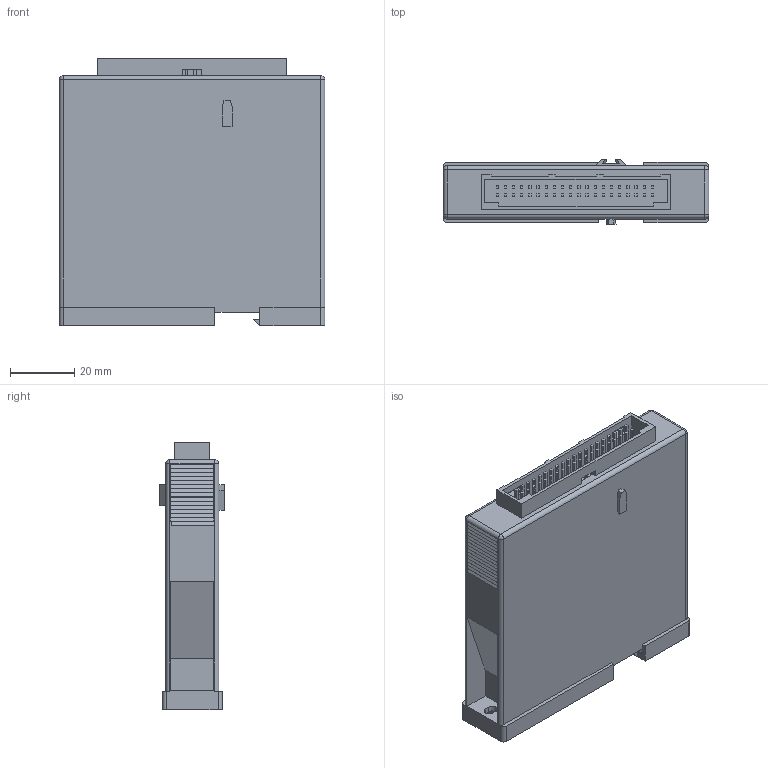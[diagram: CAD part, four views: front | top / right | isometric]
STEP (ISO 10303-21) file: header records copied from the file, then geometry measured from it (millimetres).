
FILE_DESCRIPTION((''),'2;1');
FILE_NAME('SNAP-AIMA-32.stp','2012-05-25T14:54:30',('ksullivan'),(''),'Autodesk Inventor 2013','Autodesk Inventor 2013','');
FILE_SCHEMA(('AUTOMOTIVE_DESIGN { 1 0 10303 214 1 1 1 1 }'));
Length unit declared in the file: inch
Products named in the file (1): SNAP-AIMA-32
Bounding box: 82.55 x 20.03 x 83.13 mm (x, y, z)
Volume: 96785.5 mm3; surface area: 25155.1 mm2
Topology: 2 solids, 2 shells, 1775 faces, 4778 edges, 3177 vertices
Faces by surface type: plane 1469, bspline 264, cylinder 38, sphere 4
Entity records: 56908 total; most frequent: CARTESIAN_POINT 13951, ORIENTED_EDGE 9548, DIRECTION 7347, EDGE_CURVE 4774, VECTOR 4169, LINE 4169, VERTEX_POINT 3177, EDGE_LOOP 1961
